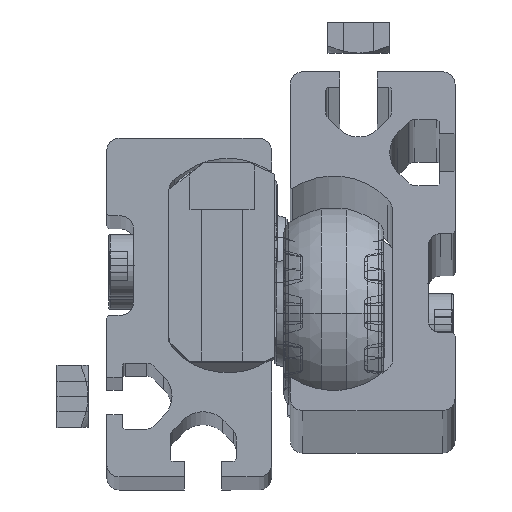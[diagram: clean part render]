
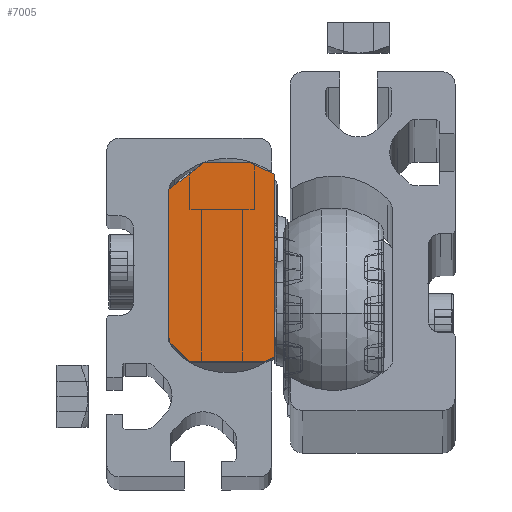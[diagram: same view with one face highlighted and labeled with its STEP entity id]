
A CAD part, top view. The second image highlights one B-rep face of the part: STEP entity #7005.
In plain terms, the highlighted face is planar.
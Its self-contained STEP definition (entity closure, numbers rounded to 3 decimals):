
#56 = EDGE_CURVE ( 'NONE', #19752, #9791, #4983, .T. ) ;
#108 = CARTESIAN_POINT ( 'NONE',  ( 19., -12.2, 8.5 ) ) ;
#217 = VECTOR ( 'NONE', #19367, 1000. ) ;
#266 = VECTOR ( 'NONE', #4578, 1000. ) ;
#906 = CARTESIAN_POINT ( 'NONE',  ( 19., -15.5, -6.7 ) ) ;
#1674 = EDGE_CURVE ( 'NONE', #2696, #13031, #12095, .T. ) ;
#1832 = CARTESIAN_POINT ( 'NONE',  ( 19., -14.661, -8.5 ) ) ;
#2660 = CARTESIAN_POINT ( 'NONE',  ( 19., -15.5, 5.2 ) ) ;
#2696 = VERTEX_POINT ( 'NONE', #18783 ) ;
#2770 = FACE_OUTER_BOUND ( 'NONE', #14470, .T. ) ;
#2839 = VECTOR ( 'NONE', #23656, 1000. ) ;
#2953 = CARTESIAN_POINT ( 'NONE',  ( 19., -12.2, 8.5 ) ) ;
#3647 = LINE ( 'NONE', #1832, #5629 ) ;
#4318 = DIRECTION ( 'NONE',  ( 0., 0., 1. ) ) ;
#4578 = DIRECTION ( 'NONE',  ( 0., 0., -1. ) ) ;
#4790 = VECTOR ( 'NONE', #12520, 1000. ) ;
#4983 = LINE ( 'NONE', #2953, #22795 ) ;
#5072 = CARTESIAN_POINT ( 'NONE',  ( 19., 12.203, 8.5 ) ) ;
#5629 = VECTOR ( 'NONE', #21594, 1000. ) ;
#5859 = CARTESIAN_POINT ( 'NONE',  ( 19., 16.5, 3. ) ) ;
#6250 = EDGE_CURVE ( 'NONE', #13031, #20938, #9078, .T. ) ;
#6769 = ORIENTED_EDGE ( 'NONE', *, *, #6250, .F. ) ;
#6830 = ORIENTED_EDGE ( 'NONE', *, *, #18373, .T. ) ;
#7005 = ADVANCED_FACE ( 'NONE', ( #2770 ), #11897, .F. ) ;
#7021 = ORIENTED_EDGE ( 'NONE', *, *, #7332, .F. ) ;
#7332 = EDGE_CURVE ( 'NONE', #20938, #9125, #3647, .T. ) ;
#7792 = EDGE_CURVE ( 'NONE', #15564, #9125, #17263, .T. ) ;
#8473 = ORIENTED_EDGE ( 'NONE', *, *, #10060, .F. ) ;
#9078 = LINE ( 'NONE', #16366, #2839 ) ;
#9125 = VERTEX_POINT ( 'NONE', #906 ) ;
#9373 = CARTESIAN_POINT ( 'NONE',  ( 19., -14.661, -8.5 ) ) ;
#9638 = ORIENTED_EDGE ( 'NONE', *, *, #12097, .T. ) ;
#9791 = VERTEX_POINT ( 'NONE', #5072 ) ;
#10060 = EDGE_CURVE ( 'NONE', #9791, #16583, #23565, .T. ) ;
#10277 = ORIENTED_EDGE ( 'NONE', *, *, #1674, .F. ) ;
#10507 = VECTOR ( 'NONE', #18057, 1000. ) ;
#11142 = CARTESIAN_POINT ( 'NONE',  ( 19., -15.5, 5.2 ) ) ;
#11256 = CARTESIAN_POINT ( 'NONE',  ( 19., 16.5, -4.6 ) ) ;
#11897 = PLANE ( 'NONE',  #17034 ) ;
#12095 = LINE ( 'NONE', #12327, #217 ) ;
#12097 = EDGE_CURVE ( 'NONE', #19752, #15564, #17890, .T. ) ;
#12327 = CARTESIAN_POINT ( 'NONE',  ( 19., 16.5, -4.6 ) ) ;
#12520 = DIRECTION ( 'NONE',  ( 0., -0.707, -0.707 ) ) ;
#13031 = VERTEX_POINT ( 'NONE', #15081 ) ;
#14001 = ORIENTED_EDGE ( 'NONE', *, *, #7792, .T. ) ;
#14470 = EDGE_LOOP ( 'NONE', ( #8473, #17449, #9638, #14001, #7021, #6769, #10277, #6830 ) ) ;
#14606 = DIRECTION ( 'NONE',  ( 0., 0.616, -0.788 ) ) ;
#14731 = LINE ( 'NONE', #11256, #10507 ) ;
#15081 = CARTESIAN_POINT ( 'NONE',  ( 19., 14.681, -8.5 ) ) ;
#15564 = VERTEX_POINT ( 'NONE', #11142 ) ;
#15713 = DIRECTION ( 'NONE',  ( -1., 0., 0. ) ) ;
#16366 = CARTESIAN_POINT ( 'NONE',  ( 19., 14.681, -8.5 ) ) ;
#16583 = VERTEX_POINT ( 'NONE', #5859 ) ;
#17034 = AXIS2_PLACEMENT_3D ( 'NONE', #17252, #15713, #4318 ) ;
#17252 = CARTESIAN_POINT ( 'NONE',  ( 19., 1.5, 22.2 ) ) ;
#17263 = LINE ( 'NONE', #2660, #266 ) ;
#17449 = ORIENTED_EDGE ( 'NONE', *, *, #56, .F. ) ;
#17620 = VECTOR ( 'NONE', #14606, 1000. ) ;
#17890 = LINE ( 'NONE', #20018, #4790 ) ;
#18057 = DIRECTION ( 'NONE',  ( 0., 0., 1. ) ) ;
#18373 = EDGE_CURVE ( 'NONE', #2696, #16583, #14731, .T. ) ;
#18783 = CARTESIAN_POINT ( 'NONE',  ( 19., 16.5, -4.6 ) ) ;
#19367 = DIRECTION ( 'NONE',  ( 0., -0.423, -0.906 ) ) ;
#19737 = CARTESIAN_POINT ( 'NONE',  ( 19., 12.203, 8.5 ) ) ;
#19752 = VERTEX_POINT ( 'NONE', #108 ) ;
#20018 = CARTESIAN_POINT ( 'NONE',  ( 19., -12.2, 8.5 ) ) ;
#20938 = VERTEX_POINT ( 'NONE', #9373 ) ;
#21276 = DIRECTION ( 'NONE',  ( 0., 1., 0. ) ) ;
#21594 = DIRECTION ( 'NONE',  ( 0., -0.423, 0.906 ) ) ;
#22795 = VECTOR ( 'NONE', #21276, 1000. ) ;
#23565 = LINE ( 'NONE', #19737, #17620 ) ;
#23656 = DIRECTION ( 'NONE',  ( 0., -1., 0. ) ) ;
